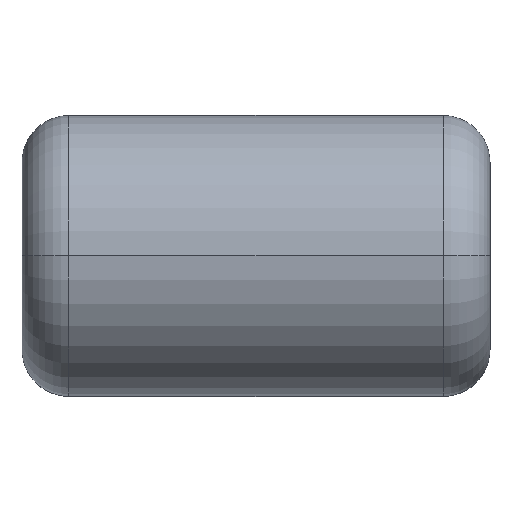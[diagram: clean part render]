
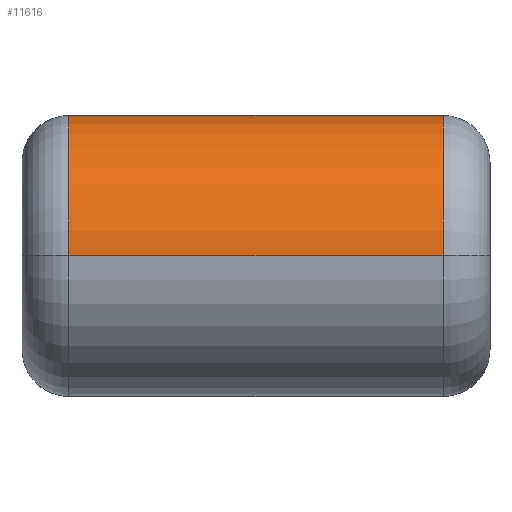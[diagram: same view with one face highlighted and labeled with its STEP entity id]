
A CAD part, top view. The second image highlights one B-rep face of the part: STEP entity #11616.
In plain terms, the highlighted cylindrical face has radius 3 mm (diameter 6 mm), a partial arc.
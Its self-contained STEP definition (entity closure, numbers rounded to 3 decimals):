
#140 = ORIENTED_EDGE ( 'NONE', *, *, #2447, .F. ) ;
#465 = LINE ( 'NONE', #11953, #4556 ) ;
#1059 = EDGE_CURVE ( 'NONE', #4549, #12203, #10288, .T. ) ;
#1716 = VECTOR ( 'NONE', #12156, 1000. ) ;
#2037 = ORIENTED_EDGE ( 'NONE', *, *, #1059, .T. ) ;
#2155 = AXIS2_PLACEMENT_3D ( 'NONE', #4403, #3251, #3444 ) ;
#2447 = EDGE_CURVE ( 'NONE', #6886, #12203, #6306, .T. ) ;
#3180 = FACE_OUTER_BOUND ( 'NONE', #11317, .T. ) ;
#3251 = DIRECTION ( 'NONE',  ( -1., 0., 0. ) ) ;
#3444 = DIRECTION ( 'NONE',  ( 0., 0., 1. ) ) ;
#4403 = CARTESIAN_POINT ( 'NONE',  ( 4., 0., 5.5 ) ) ;
#4549 = VERTEX_POINT ( 'NONE', #12526 ) ;
#4556 = VECTOR ( 'NONE', #11119, 1000. ) ;
#4646 = VERTEX_POINT ( 'NONE', #9524 ) ;
#4704 = ORIENTED_EDGE ( 'NONE', *, *, #11486, .F. ) ;
#6306 = LINE ( 'NONE', #10312, #1716 ) ;
#6869 = ORIENTED_EDGE ( 'NONE', *, *, #11088, .T. ) ;
#6886 = VERTEX_POINT ( 'NONE', #7112 ) ;
#7112 = CARTESIAN_POINT ( 'NONE',  ( -4., 3., 5.5 ) ) ;
#7494 = DIRECTION ( 'NONE',  ( 0., 0., 1. ) ) ;
#7958 = CARTESIAN_POINT ( 'NONE',  ( -4., 0., 5.5 ) ) ;
#8081 = DIRECTION ( 'NONE',  ( 1., 0., 0. ) ) ;
#9346 = CYLINDRICAL_SURFACE ( 'NONE', #12044, 3. ) ;
#9433 = CIRCLE ( 'NONE', #11240, 3. ) ;
#9524 = CARTESIAN_POINT ( 'NONE',  ( -4., 0., 8.5 ) ) ;
#10225 = DIRECTION ( 'NONE',  ( -1., 0., 0. ) ) ;
#10288 = CIRCLE ( 'NONE', #2155, 3. ) ;
#10312 = CARTESIAN_POINT ( 'NONE',  ( -5., 3., 5.5 ) ) ;
#10350 = CARTESIAN_POINT ( 'NONE',  ( 0., 0., 5.5 ) ) ;
#11088 = EDGE_CURVE ( 'NONE', #6886, #4646, #9433, .T. ) ;
#11119 = DIRECTION ( 'NONE',  ( -1., 0., 0. ) ) ;
#11240 = AXIS2_PLACEMENT_3D ( 'NONE', #7958, #8081, #11938 ) ;
#11317 = EDGE_LOOP ( 'NONE', ( #140, #6869, #4704, #2037 ) ) ;
#11486 = EDGE_CURVE ( 'NONE', #4549, #4646, #465, .T. ) ;
#11616 = ADVANCED_FACE ( 'NONE', ( #3180 ), #9346, .T. ) ;
#11938 = DIRECTION ( 'NONE',  ( 0., 0., -1. ) ) ;
#11953 = CARTESIAN_POINT ( 'NONE',  ( 0., 0., 8.5 ) ) ;
#12044 = AXIS2_PLACEMENT_3D ( 'NONE', #10350, #10225, #7494 ) ;
#12156 = DIRECTION ( 'NONE',  ( 1., 0., 0. ) ) ;
#12203 = VERTEX_POINT ( 'NONE', #12448 ) ;
#12448 = CARTESIAN_POINT ( 'NONE',  ( 4., 3., 5.5 ) ) ;
#12526 = CARTESIAN_POINT ( 'NONE',  ( 4., 0., 8.5 ) ) ;
